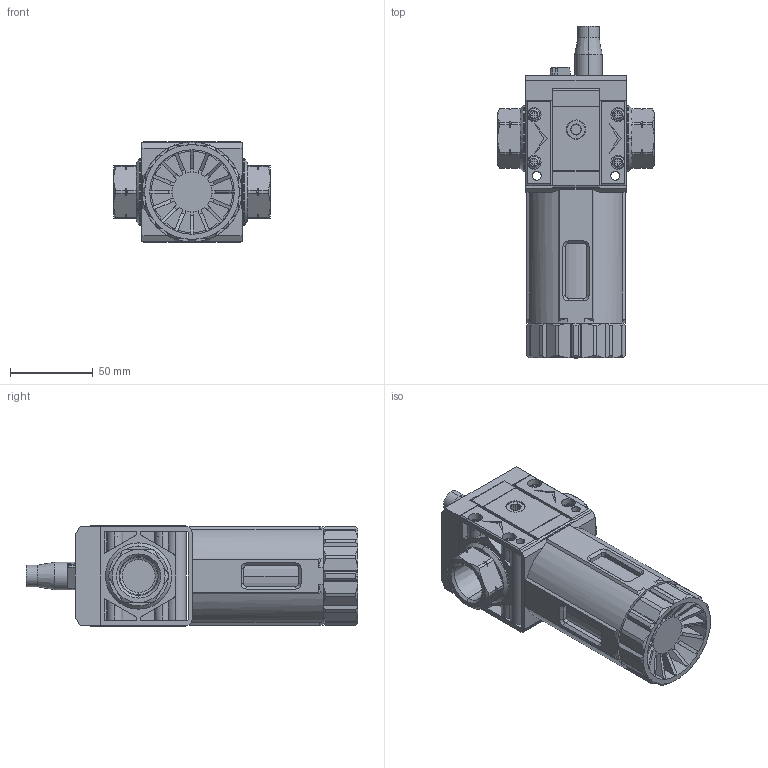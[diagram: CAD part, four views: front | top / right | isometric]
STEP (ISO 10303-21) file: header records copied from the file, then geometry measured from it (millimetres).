
FILE_DESCRIPTION (( 'STEP AP203' ), '1' );
FILE_NAME ('5U25L105.step', '2023-05-17T14:30:42', ( '' ), ( '' ), 'SwSTEP 2.0', 'SolidWorks 2021', '' );
FILE_SCHEMA (( 'CONFIG_CONTROL_DESIGN' ));
Length unit declared in the file: inch
Products named in the file (1): 5U25L105
Bounding box: 94.5 x 200.5 x 61 mm (x, y, z)
Volume: 398633.7 mm3; surface area: 128681.3 mm2
Topology: 14 solids, 14 shells, 1188 faces, 3263 edges, 2139 vertices
Faces by surface type: plane 543, cylinder 366, cone 186, bspline 93
Entity records: 42338 total; most frequent: CARTESIAN_POINT 12349, ORIENTED_EDGE 6522, DIRECTION 6048, EDGE_CURVE 3261, AXIS2_PLACEMENT_3D 2186, VERTEX_POINT 2139, LINE 1676, VECTOR 1676
